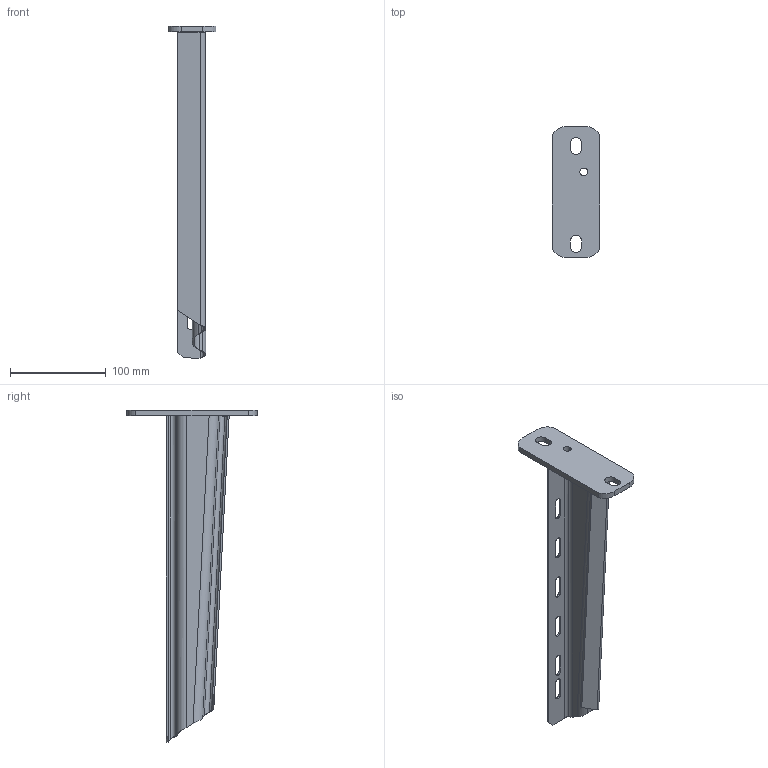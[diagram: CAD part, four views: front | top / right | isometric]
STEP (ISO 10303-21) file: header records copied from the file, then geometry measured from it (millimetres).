
FILE_DESCRIPTION (( 'STEP AP203' ), '1' );
FILE_NAME ('10-02-1390.STEP', '2013-05-02T10:42:25', ( 'asennus' ), ( '' ), 'SwSTEP 2.0', 'SolidWorks 2013', '' );
FILE_SCHEMA (( 'CONFIG_CONTROL_DESIGN' ));
Length unit declared in the file: millimetre
Products named in the file (1): 10-02-1390
Bounding box: 50 x 136 x 346 mm (x, y, z)
Volume: 111776.8 mm3; surface area: 92148.5 mm2
Topology: 2 solids, 2 shells, 95 faces, 241 edges, 150 vertices
Faces by surface type: plane 50, cylinder 40, bspline 5
Entity records: 3623 total; most frequent: CARTESIAN_POINT 1233, ORIENTED_EDGE 482, DIRECTION 469, EDGE_CURVE 241, AXIS2_PLACEMENT_3D 161, VERTEX_POINT 150, VECTOR 147, LINE 147
